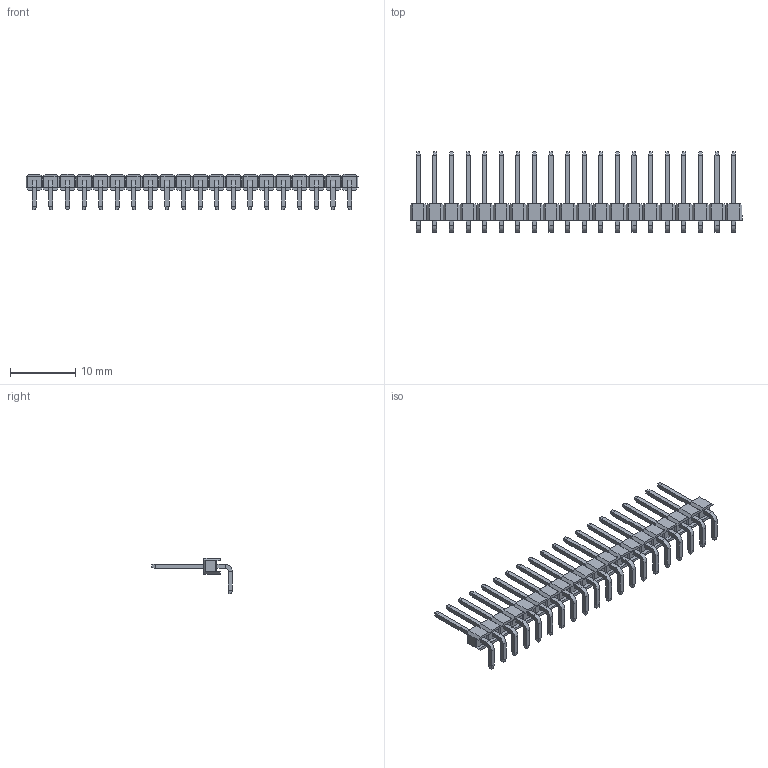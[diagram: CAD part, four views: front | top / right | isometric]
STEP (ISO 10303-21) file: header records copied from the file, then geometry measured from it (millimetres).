
FILE_DESCRIPTION (( 'STEP AP214' ), '1' );
FILE_NAME ('1x20 Male Pin Header Angle.STEP', '2018-11-15T18:00:36', ( 'M.B.I.' ), ( '' ), 'SwSTEP 2.0', '', '' );
FILE_SCHEMA (( 'AUTOMOTIVE_DESIGN' ));
Length unit declared in the file: millimetre
Products named in the file (1): 1x20 Male Pin Header Angle
Bounding box: 50.8 x 12.36 x 5.5 mm (x, y, z)
Volume: 368.5 mm3; surface area: 1507.6 mm2
Topology: 21 solids, 21 shells, 928 faces, 2294 edges, 1408 vertices
Faces by surface type: plane 888, cylinder 40
Entity records: 26760 total; most frequent: CARTESIAN_POINT 4631, ORIENTED_EDGE 4588, DIRECTION 4232, EDGE_CURVE 2294, LINE 2214, VECTOR 2214, VERTEX_POINT 1408, AXIS2_PLACEMENT_3D 1009
